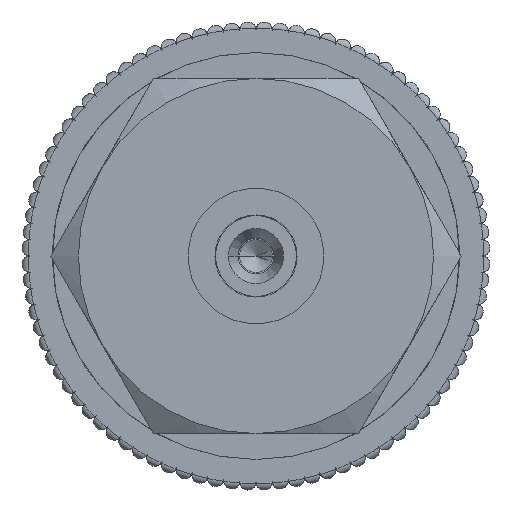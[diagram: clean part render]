
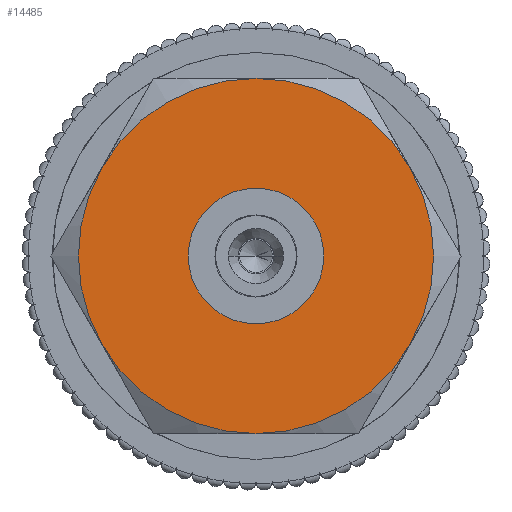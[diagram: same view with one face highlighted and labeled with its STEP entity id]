
A CAD part, left-side view. The second image highlights one B-rep face of the part: STEP entity #14485.
In plain terms, the highlighted planar face has unit normal (-1, 0, 0).
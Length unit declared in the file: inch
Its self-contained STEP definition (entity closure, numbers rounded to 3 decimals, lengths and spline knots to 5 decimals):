
#383 = VERTEX_POINT ( 'NONE', #1041 ) ;
#1021 = EDGE_CURVE ( 'NONE', #383, #20240, #8063, .T. ) ;
#1041 = CARTESIAN_POINT ( 'NONE',  ( 0., 0., 0.21654 ) ) ;
#1199 = AXIS2_PLACEMENT_3D ( 'NONE', #11875, #17869, #26230 ) ;
#1556 = ORIENTED_EDGE ( 'NONE', *, *, #3361, .F. ) ;
#2114 = DIRECTION ( 'NONE',  ( 0., 0., -1. ) ) ;
#2479 = EDGE_CURVE ( 'NONE', #18273, #10567, #25150, .T. ) ;
#2916 = VERTEX_POINT ( 'NONE', #16194 ) ;
#3361 = EDGE_CURVE ( 'NONE', #2916, #6544, #7314, .T. ) ;
#3519 = CARTESIAN_POINT ( 'NONE',  ( 0., -0.18753, 0.10827 ) ) ;
#3794 = ORIENTED_EDGE ( 'NONE', *, *, #22601, .F. ) ;
#3980 = CARTESIAN_POINT ( 'NONE',  ( 0., -0.18753, -0.10827 ) ) ;
#4516 = CARTESIAN_POINT ( 'NONE',  ( 0., 0., 0. ) ) ;
#4558 = VERTEX_POINT ( 'NONE', #3980 ) ;
#4642 = EDGE_LOOP ( 'NONE', ( #11346, #16120, #3794, #16613, #18463, #26054 ) ) ;
#4665 = EDGE_CURVE ( 'NONE', #9653, #18273, #14067, .T. ) ;
#4941 = CARTESIAN_POINT ( 'NONE',  ( 0., 0., 0. ) ) ;
#4960 = DIRECTION ( 'NONE',  ( 0., 0., -1. ) ) ;
#6121 = DIRECTION ( 'NONE',  ( 1., 0., 0. ) ) ;
#6189 = DIRECTION ( 'NONE',  ( 0., 0., -1. ) ) ;
#6248 = CARTESIAN_POINT ( 'NONE',  ( 0., 0., 0. ) ) ;
#6544 = VERTEX_POINT ( 'NONE', #6744 ) ;
#6744 = CARTESIAN_POINT ( 'NONE',  ( 0., 0., 0.08268 ) ) ;
#6786 = DIRECTION ( 'NONE',  ( 0., 0., -1. ) ) ;
#7172 = DIRECTION ( 'NONE',  ( 1., 0., 0. ) ) ;
#7314 = CIRCLE ( 'NONE', #20528, 0.08268 ) ;
#7613 = CIRCLE ( 'NONE', #9318, 0.21654 ) ;
#8013 = DIRECTION ( 'NONE',  ( 0., 0., 1. ) ) ;
#8056 = FACE_OUTER_BOUND ( 'NONE', #4642, .T. ) ;
#8063 = CIRCLE ( 'NONE', #18702, 0.21654 ) ;
#8107 = AXIS2_PLACEMENT_3D ( 'NONE', #22362, #14513, #2114 ) ;
#8472 = CIRCLE ( 'NONE', #11900, 0.08268 ) ;
#9114 = EDGE_LOOP ( 'NONE', ( #13376, #1556 ) ) ;
#9318 = AXIS2_PLACEMENT_3D ( 'NONE', #6248, #6121, #18392 ) ;
#9435 = CARTESIAN_POINT ( 'NONE',  ( 0., 0., -0.21654 ) ) ;
#9653 = VERTEX_POINT ( 'NONE', #9435 ) ;
#10567 = VERTEX_POINT ( 'NONE', #12269 ) ;
#10653 = DIRECTION ( 'NONE',  ( 0., 0., 1. ) ) ;
#11346 = ORIENTED_EDGE ( 'NONE', *, *, #4665, .F. ) ;
#11875 = CARTESIAN_POINT ( 'NONE',  ( 0., 0., 0. ) ) ;
#11900 = AXIS2_PLACEMENT_3D ( 'NONE', #4516, #20777, #10653 ) ;
#12269 = CARTESIAN_POINT ( 'NONE',  ( 0., 0.18753, 0.10827 ) ) ;
#12336 = DIRECTION ( 'NONE',  ( 0., 0., -1. ) ) ;
#13376 = ORIENTED_EDGE ( 'NONE', *, *, #24641, .F. ) ;
#13749 = EDGE_CURVE ( 'NONE', #383, #10567, #17390, .T. ) ;
#13776 = CARTESIAN_POINT ( 'NONE',  ( 0., 0.18753, -0.10827 ) ) ;
#14067 = CIRCLE ( 'NONE', #8107, 0.21654 ) ;
#14485 = ADVANCED_FACE ( 'NONE', ( #24312, #8056 ), #26177, .F. ) ;
#14513 = DIRECTION ( 'NONE',  ( 1., 0., 0. ) ) ;
#14840 = CARTESIAN_POINT ( 'NONE',  ( 0., 0., 0. ) ) ;
#16040 = CIRCLE ( 'NONE', #19421, 0.21654 ) ;
#16067 = CARTESIAN_POINT ( 'NONE',  ( 0., 0., 0. ) ) ;
#16120 = ORIENTED_EDGE ( 'NONE', *, *, #24529, .F. ) ;
#16194 = CARTESIAN_POINT ( 'NONE',  ( 0., 0., -0.08268 ) ) ;
#16470 = DIRECTION ( 'NONE',  ( 1., 0., 0. ) ) ;
#16613 = ORIENTED_EDGE ( 'NONE', *, *, #1021, .F. ) ;
#17390 = CIRCLE ( 'NONE', #1199, 0.21654 ) ;
#17869 = DIRECTION ( 'NONE',  ( -1., 0., 0. ) ) ;
#18273 = VERTEX_POINT ( 'NONE', #13776 ) ;
#18327 = DIRECTION ( 'NONE',  ( 1., 0., 0. ) ) ;
#18392 = DIRECTION ( 'NONE',  ( 0., 0., -1. ) ) ;
#18463 = ORIENTED_EDGE ( 'NONE', *, *, #13749, .T. ) ;
#18702 = AXIS2_PLACEMENT_3D ( 'NONE', #4941, #16470, #6189 ) ;
#19421 = AXIS2_PLACEMENT_3D ( 'NONE', #14840, #23213, #4960 ) ;
#19898 = CARTESIAN_POINT ( 'NONE',  ( 0., 0., 0. ) ) ;
#20240 = VERTEX_POINT ( 'NONE', #3519 ) ;
#20528 = AXIS2_PLACEMENT_3D ( 'NONE', #19898, #25738, #8013 ) ;
#20777 = DIRECTION ( 'NONE',  ( -1., 0., 0. ) ) ;
#20831 = AXIS2_PLACEMENT_3D ( 'NONE', #16067, #18327, #12336 ) ;
#22362 = CARTESIAN_POINT ( 'NONE',  ( 0., 0., 0. ) ) ;
#22601 = EDGE_CURVE ( 'NONE', #20240, #4558, #16040, .T. ) ;
#23213 = DIRECTION ( 'NONE',  ( 1., 0., 0. ) ) ;
#24312 = FACE_BOUND ( 'NONE', #9114, .T. ) ;
#24529 = EDGE_CURVE ( 'NONE', #4558, #9653, #7613, .T. ) ;
#24641 = EDGE_CURVE ( 'NONE', #6544, #2916, #8472, .T. ) ;
#24725 = AXIS2_PLACEMENT_3D ( 'NONE', #25435, #7172, #6786 ) ;
#25150 = CIRCLE ( 'NONE', #24725, 0.21654 ) ;
#25435 = CARTESIAN_POINT ( 'NONE',  ( 0., 0., 0. ) ) ;
#25738 = DIRECTION ( 'NONE',  ( -1., 0., 0. ) ) ;
#26054 = ORIENTED_EDGE ( 'NONE', *, *, #2479, .F. ) ;
#26177 = PLANE ( 'NONE',  #20831 ) ;
#26230 = DIRECTION ( 'NONE',  ( 0., 0., 1. ) ) ;
